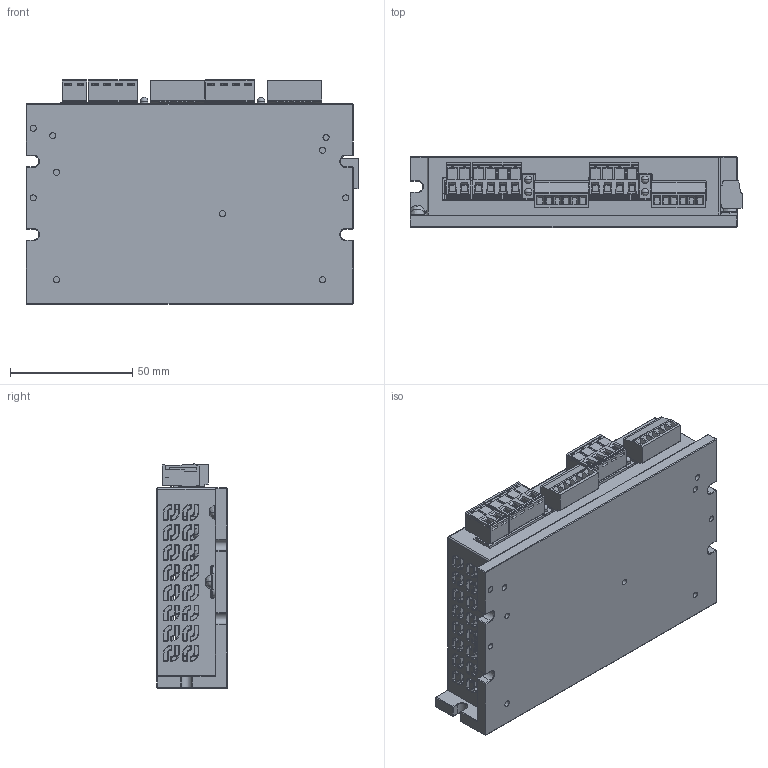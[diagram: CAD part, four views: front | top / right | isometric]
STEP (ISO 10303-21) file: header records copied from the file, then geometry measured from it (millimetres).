
FILE_DESCRIPTION((''),'2;1');
FILE_NAME('RT-R60X2V4_0','2025-03-31T17:23:05',('ruiwe'),(''),'CREO PARAMETRIC BY PTC INC, 2021063','CREO PARAMETRIC BY PTC INC, 2021063','');
FILE_SCHEMA(('CONFIG_CONTROL_DESIGN','SHAPE_APPEARANCE_LAYERS_GROUPS'));
Products named in the file (1): RT-R60X2V4_0
Bounding box: 136 x 29 x 91.83 mm (x, y, z)
Volume: 114735.6 mm3; surface area: 102358.8 mm2
Topology: 20 solids, 98 shells, 7025 faces, 18136 edges, 11379 vertices
Faces by surface type: plane 4078, cylinder 1728, cone 456, bspline 351, torus 294, sphere 118
Entity records: 225364 total; most frequent: CARTESIAN_POINT 53926, ORIENTED_EDGE 35838, DIRECTION 33863, EDGE_CURVE 18006, VECTOR 12495, LINE 12495, VERTEX_POINT 11512, AXIS2_PLACEMENT_3D 10684
